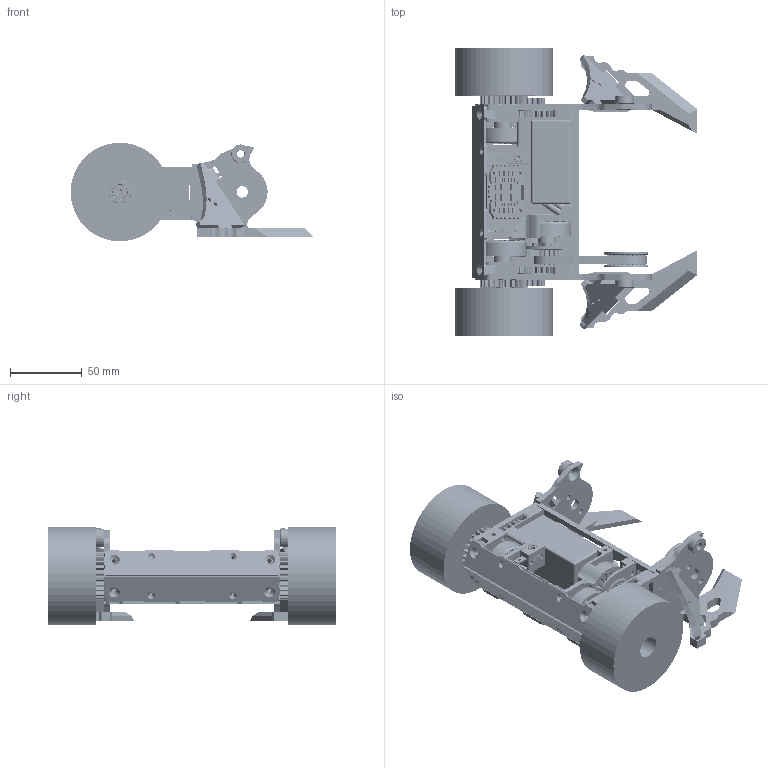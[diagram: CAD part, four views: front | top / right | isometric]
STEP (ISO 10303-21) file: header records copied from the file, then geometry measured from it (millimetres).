
FILE_DESCRIPTION(('FreeCAD Model'),'2;1');
FILE_NAME('Open CASCADE Shape Model','2025-04-29T07:03:44',('FreeCAD'),( 'FreeCAD'),'Open CASCADE STEP processor 7.6','FreeCAD','Unknown');
FILE_SCHEMA(('AUTOMOTIVE_DESIGN { 1 0 10303 214 1 1 1 1 }'));
Products named in the file (1): Open CASCADE STEP translator 7.6 1
Bounding box: 168.78 x 200.02 x 68.46 mm (x, y, z)
Volume: 487343.6 mm3; surface area: 231446.5 mm2
Topology: 224 solids, 988 shells, 5625 faces, 17758 edges, 13082 vertices
Faces by surface type: bspline 5625
Entity records: 263453 total; most frequent: CARTESIAN_POINT 167033, ORIENTED_EDGE 30881, EDGE_CURVE 17454, VERTEX_POINT 12984, B_SPLINE_CURVE_WITH_KNOTS 12147, FACE_BOUND 6191, EDGE_LOOP 6093, ADVANCED_FACE 5625
